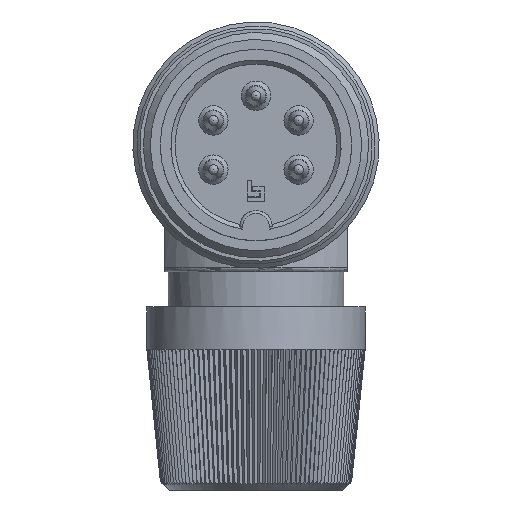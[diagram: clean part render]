
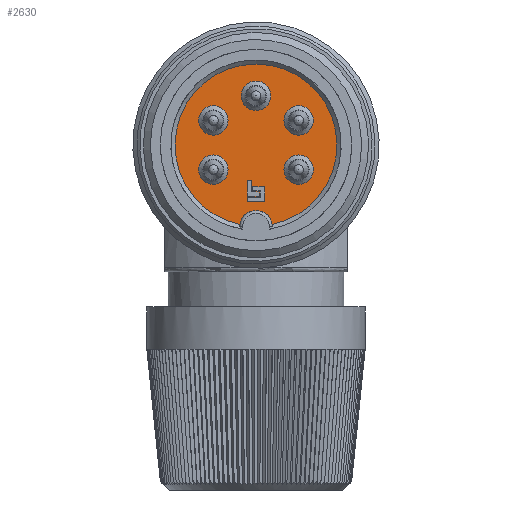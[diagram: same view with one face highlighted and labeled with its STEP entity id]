
A CAD part, left-side view. The second image highlights one B-rep face of the part: STEP entity #2630.
In plain terms, the highlighted planar face has unit normal (-1, 0, 0).
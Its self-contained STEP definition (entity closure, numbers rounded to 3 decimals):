
#127=LINE('',#13486,#729);
#130=LINE('',#13492,#732);
#132=LINE('',#13496,#734);
#134=LINE('',#13500,#736);
#136=LINE('',#13504,#738);
#138=LINE('',#13508,#740);
#140=LINE('',#13512,#742);
#142=LINE('',#13516,#744);
#149=LINE('',#13531,#751);
#152=LINE('',#13537,#754);
#154=LINE('',#13541,#756);
#156=LINE('',#13545,#758);
#158=LINE('',#13549,#760);
#160=LINE('',#13553,#762);
#729=VECTOR('',#11010,1.);
#732=VECTOR('',#11015,1.);
#734=VECTOR('',#11019,1.);
#736=VECTOR('',#11023,1.);
#738=VECTOR('',#11027,1.);
#740=VECTOR('',#11031,1.);
#742=VECTOR('',#11035,1.);
#744=VECTOR('',#11039,1.);
#751=VECTOR('',#11050,1.);
#754=VECTOR('',#11055,1.);
#756=VECTOR('',#11059,1.);
#758=VECTOR('',#11063,1.);
#760=VECTOR('',#11067,1.);
#762=VECTOR('',#11071,1.);
#2630=ADVANCED_FACE('',(#3648,#3649,#3650,#3651,#3652,#3653,#3654,#3655),
#3206,.F.);
#3206=PLANE('',#10057);
#3648=FACE_BOUND('',#3810,.T.);
#3649=FACE_BOUND('',#3811,.T.);
#3650=FACE_BOUND('',#3812,.T.);
#3651=FACE_BOUND('',#3813,.T.);
#3652=FACE_BOUND('',#3814,.T.);
#3653=FACE_BOUND('',#3815,.T.);
#3654=FACE_BOUND('',#3816,.T.);
#3655=FACE_BOUND('',#3817,.T.);
#3810=EDGE_LOOP('',(#4608));
#3811=EDGE_LOOP('',(#4609));
#3812=EDGE_LOOP('',(#4610,#4611,#4612,#4613,#4614,#4615,#4616,#4617));
#3813=EDGE_LOOP('',(#4618,#4619));
#3814=EDGE_LOOP('',(#4620));
#3815=EDGE_LOOP('',(#4621));
#3816=EDGE_LOOP('',(#4622));
#3817=EDGE_LOOP('',(#4623,#4624,#4625,#4626,#4627,#4628));
#4608=ORIENTED_EDGE('',*,*,#8216,.T.);
#4609=ORIENTED_EDGE('',*,*,#8214,.T.);
#4610=ORIENTED_EDGE('',*,*,#8231,.T.);
#4611=ORIENTED_EDGE('',*,*,#8246,.T.);
#4612=ORIENTED_EDGE('',*,*,#8244,.T.);
#4613=ORIENTED_EDGE('',*,*,#8242,.T.);
#4614=ORIENTED_EDGE('',*,*,#8240,.T.);
#4615=ORIENTED_EDGE('',*,*,#8238,.T.);
#4616=ORIENTED_EDGE('',*,*,#8236,.T.);
#4617=ORIENTED_EDGE('',*,*,#8234,.T.);
#4618=ORIENTED_EDGE('',*,*,#8300,.T.);
#4619=ORIENTED_EDGE('',*,*,#8281,.T.);
#4620=ORIENTED_EDGE('',*,*,#8217,.F.);
#4621=ORIENTED_EDGE('',*,*,#8219,.F.);
#4622=ORIENTED_EDGE('',*,*,#8221,.F.);
#4623=ORIENTED_EDGE('',*,*,#8264,.F.);
#4624=ORIENTED_EDGE('',*,*,#8253,.F.);
#4625=ORIENTED_EDGE('',*,*,#8256,.F.);
#4626=ORIENTED_EDGE('',*,*,#8258,.F.);
#4627=ORIENTED_EDGE('',*,*,#8260,.F.);
#4628=ORIENTED_EDGE('',*,*,#8262,.F.);
#7313=VERTEX_POINT('',#13447);
#7315=VERTEX_POINT('',#13452);
#7316=VERTEX_POINT('',#13455);
#7318=VERTEX_POINT('',#13460);
#7320=VERTEX_POINT('',#13465);
#7330=VERTEX_POINT('',#13487);
#7331=VERTEX_POINT('',#13488);
#7332=VERTEX_POINT('',#13493);
#7333=VERTEX_POINT('',#13497);
#7334=VERTEX_POINT('',#13501);
#7335=VERTEX_POINT('',#13505);
#7336=VERTEX_POINT('',#13509);
#7337=VERTEX_POINT('',#13513);
#7344=VERTEX_POINT('',#13532);
#7345=VERTEX_POINT('',#13533);
#7346=VERTEX_POINT('',#13538);
#7347=VERTEX_POINT('',#13542);
#7348=VERTEX_POINT('',#13546);
#7349=VERTEX_POINT('',#13550);
#7358=VERTEX_POINT('',#13624);
#7360=VERTEX_POINT('',#13627);
#8214=EDGE_CURVE('',#7313,#7313,#9651,.T.);
#8216=EDGE_CURVE('',#7315,#7315,#9653,.T.);
#8217=EDGE_CURVE('',#7316,#7316,#9654,.T.);
#8219=EDGE_CURVE('',#7318,#7318,#9656,.T.);
#8221=EDGE_CURVE('',#7320,#7320,#9658,.T.);
#8231=EDGE_CURVE('',#7330,#7331,#127,.T.);
#8234=EDGE_CURVE('',#7332,#7330,#130,.T.);
#8236=EDGE_CURVE('',#7333,#7332,#132,.T.);
#8238=EDGE_CURVE('',#7334,#7333,#134,.T.);
#8240=EDGE_CURVE('',#7335,#7334,#136,.T.);
#8242=EDGE_CURVE('',#7336,#7335,#138,.T.);
#8244=EDGE_CURVE('',#7337,#7336,#140,.T.);
#8246=EDGE_CURVE('',#7331,#7337,#142,.T.);
#8253=EDGE_CURVE('',#7344,#7345,#149,.T.);
#8256=EDGE_CURVE('',#7346,#7344,#152,.T.);
#8258=EDGE_CURVE('',#7347,#7346,#154,.T.);
#8260=EDGE_CURVE('',#7348,#7347,#156,.T.);
#8262=EDGE_CURVE('',#7349,#7348,#158,.T.);
#8264=EDGE_CURVE('',#7345,#7349,#160,.T.);
#8281=EDGE_CURVE('',#7360,#7358,#9666,.T.);
#8300=EDGE_CURVE('',#7358,#7360,#9672,.T.);
#9651=CIRCLE('',#9996,1.045);
#9653=CIRCLE('',#9999,1.045);
#9654=CIRCLE('',#10001,1.045);
#9656=CIRCLE('',#10004,1.045);
#9658=CIRCLE('',#10007,1.045);
#9666=CIRCLE('',#10038,5.75);
#9672=CIRCLE('',#10050,1.15);
#9996=AXIS2_PLACEMENT_3D('',#13446,#10972,#10973);
#9999=AXIS2_PLACEMENT_3D('',#13451,#10978,#10979);
#10001=AXIS2_PLACEMENT_3D('',#13454,#10982,#10983);
#10004=AXIS2_PLACEMENT_3D('',#13459,#10988,#10989);
#10007=AXIS2_PLACEMENT_3D('',#13464,#10994,#10995);
#10038=AXIS2_PLACEMENT_3D('',#13626,#11104,#11105);
#10050=AXIS2_PLACEMENT_3D('',#13702,#11136,#11137);
#10057=AXIS2_PLACEMENT_3D('',#13710,#11150,#11151);
#10972=DIRECTION('',(1.,0.,0.));
#10973=DIRECTION('',(0.,0.,-1.));
#10978=DIRECTION('',(1.,0.,0.));
#10979=DIRECTION('',(0.,0.,-1.));
#10982=DIRECTION('',(-1.,0.,0.));
#10983=DIRECTION('',(0.,0.,-1.));
#10988=DIRECTION('',(-1.,0.,0.));
#10989=DIRECTION('',(0.,0.,-1.));
#10994=DIRECTION('',(-1.,0.,0.));
#10995=DIRECTION('',(0.,0.,-1.));
#11010=DIRECTION('',(0.,0.,1.));
#11015=DIRECTION('',(0.,-1.,0.));
#11019=DIRECTION('',(0.,0.,1.));
#11023=DIRECTION('',(0.,1.,0.));
#11027=DIRECTION('',(0.,0.,-1.));
#11031=DIRECTION('',(0.,-1.,0.));
#11035=DIRECTION('',(0.,0.,1.));
#11039=DIRECTION('',(0.,1.,0.));
#11050=DIRECTION('',(0.,1.,0.));
#11055=DIRECTION('',(0.,0.,1.));
#11059=DIRECTION('',(0.,-1.,0.));
#11063=DIRECTION('',(0.,0.,-1.));
#11067=DIRECTION('',(0.,1.,0.));
#11071=DIRECTION('',(0.,0.,1.));
#11104=DIRECTION('',(-1.,0.,0.));
#11105=DIRECTION('',(0.,0.,1.));
#11136=DIRECTION('',(1.,0.,0.));
#11137=DIRECTION('',(0.,1.,0.));
#11150=DIRECTION('',(1.,0.,0.));
#11151=DIRECTION('',(0.,0.,1.));
#13446=CARTESIAN_POINT('',(8.7,3.03,1.75));
#13447=CARTESIAN_POINT('',(8.7,3.03,0.705));
#13451=CARTESIAN_POINT('',(8.7,3.03,-1.75));
#13452=CARTESIAN_POINT('',(8.7,3.03,-2.795));
#13454=CARTESIAN_POINT('',(8.7,-3.03,1.75));
#13455=CARTESIAN_POINT('',(8.7,-3.03,0.705));
#13459=CARTESIAN_POINT('',(8.7,-3.03,-1.75));
#13460=CARTESIAN_POINT('',(8.7,-3.03,-2.795));
#13464=CARTESIAN_POINT('',(8.7,0.,3.5));
#13465=CARTESIAN_POINT('',(8.7,0.,2.455));
#13486=CARTESIAN_POINT('',(8.7,-0.305,-3.7));
#13487=CARTESIAN_POINT('',(8.7,-0.305,-3.7));
#13488=CARTESIAN_POINT('',(8.7,-0.305,-3.26));
#13492=CARTESIAN_POINT('',(8.7,0.625,-3.7));
#13493=CARTESIAN_POINT('',(8.7,0.625,-3.7));
#13496=CARTESIAN_POINT('',(8.7,0.625,-4.));
#13497=CARTESIAN_POINT('',(8.7,0.625,-4.));
#13500=CARTESIAN_POINT('',(8.7,-0.605,-4.));
#13501=CARTESIAN_POINT('',(8.7,-0.605,-4.));
#13504=CARTESIAN_POINT('',(8.7,-0.605,-2.96));
#13505=CARTESIAN_POINT('',(8.7,-0.605,-2.96));
#13508=CARTESIAN_POINT('',(8.7,0.245,-2.96));
#13509=CARTESIAN_POINT('',(8.7,0.245,-2.96));
#13512=CARTESIAN_POINT('',(8.7,0.245,-3.26));
#13513=CARTESIAN_POINT('',(8.7,0.245,-3.26));
#13516=CARTESIAN_POINT('',(8.7,-0.305,-3.26));
#13531=CARTESIAN_POINT('',(8.7,-0.235,-3.33));
#13532=CARTESIAN_POINT('',(8.7,-0.235,-3.33));
#13533=CARTESIAN_POINT('',(8.7,0.315,-3.33));
#13537=CARTESIAN_POINT('',(8.7,-0.235,-3.63));
#13538=CARTESIAN_POINT('',(8.7,-0.235,-3.63));
#13541=CARTESIAN_POINT('',(8.7,0.615,-3.63));
#13542=CARTESIAN_POINT('',(8.7,0.615,-3.63));
#13545=CARTESIAN_POINT('',(8.7,0.615,-2.51));
#13546=CARTESIAN_POINT('',(8.7,0.615,-2.51));
#13549=CARTESIAN_POINT('',(8.7,0.315,-2.51));
#13550=CARTESIAN_POINT('',(8.7,0.315,-2.51));
#13553=CARTESIAN_POINT('',(8.7,0.315,-3.33));
#13624=CARTESIAN_POINT('',(8.7,1.138,-5.636));
#13626=CARTESIAN_POINT('',(8.7,0.,0.));
#13627=CARTESIAN_POINT('',(8.7,-1.138,-5.636));
#13702=CARTESIAN_POINT('',(8.7,0.,-5.8));
#13710=CARTESIAN_POINT('',(8.7,0.,0.));
